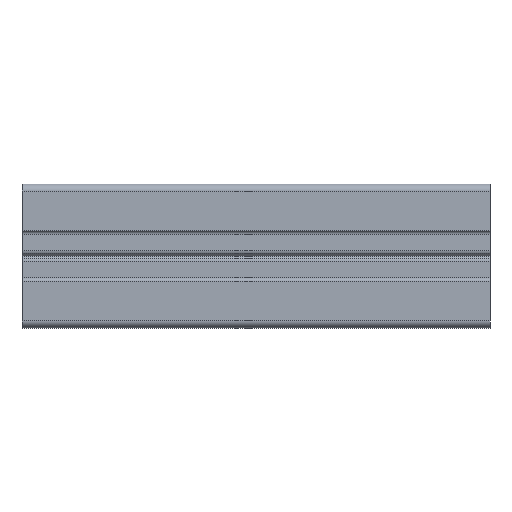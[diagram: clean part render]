
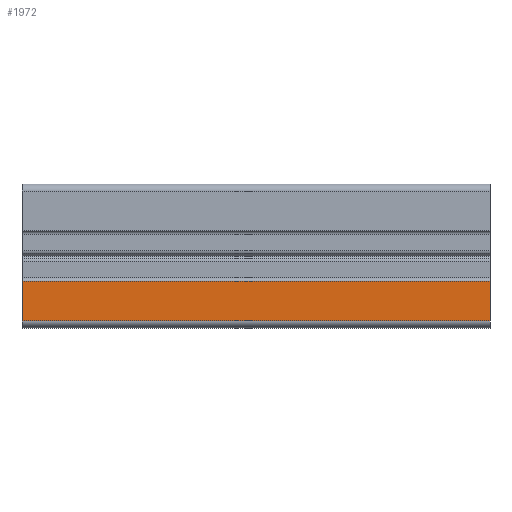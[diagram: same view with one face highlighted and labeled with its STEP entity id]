
A CAD part, left-side view. The second image highlights one B-rep face of the part: STEP entity #1972.
In plain terms, the highlighted planar face has unit normal (-1, 0, 0).
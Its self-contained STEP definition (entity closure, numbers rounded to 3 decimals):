
#67 = EDGE_CURVE ( 'NONE', #2394, #2965, #3336, .T. ) ;
#149 = DIRECTION ( 'NONE',  ( 0., 0., 1. ) ) ;
#335 = LINE ( 'NONE', #576, #3378 ) ;
#360 = CARTESIAN_POINT ( 'NONE',  ( 0., 0., -19. ) ) ;
#380 = ORIENTED_EDGE ( 'NONE', *, *, #505, .F. ) ;
#463 = PLANE ( 'NONE',  #555 ) ;
#479 = CARTESIAN_POINT ( 'NONE',  ( 0., 0., 0. ) ) ;
#505 = EDGE_CURVE ( 'NONE', #1698, #2394, #664, .T. ) ;
#555 = AXIS2_PLACEMENT_3D ( 'NONE', #1738, #2372, #149 ) ;
#576 = CARTESIAN_POINT ( 'NONE',  ( 0., 65., -19. ) ) ;
#664 = LINE ( 'NONE', #1904, #2412 ) ;
#763 = FACE_OUTER_BOUND ( 'NONE', #804, .T. ) ;
#804 = EDGE_LOOP ( 'NONE', ( #1026, #1061, #3327, #380 ) ) ;
#929 = VECTOR ( 'NONE', #3433, 1000. ) ;
#1026 = ORIENTED_EDGE ( 'NONE', *, *, #2892, .T. ) ;
#1061 = ORIENTED_EDGE ( 'NONE', *, *, #4100, .T. ) ;
#1128 = CARTESIAN_POINT ( 'NONE',  ( 0., 0., -13.5 ) ) ;
#1193 = DIRECTION ( 'NONE',  ( 0., 0., -1. ) ) ;
#1227 = DIRECTION ( 'NONE',  ( 0., -1., 0. ) ) ;
#1542 = CARTESIAN_POINT ( 'NONE',  ( 0., 65., -19. ) ) ;
#1579 = VERTEX_POINT ( 'NONE', #1542 ) ;
#1598 = LINE ( 'NONE', #2826, #929 ) ;
#1698 = VERTEX_POINT ( 'NONE', #2922 ) ;
#1738 = CARTESIAN_POINT ( 'NONE',  ( 0., 65., 0. ) ) ;
#1904 = CARTESIAN_POINT ( 'NONE',  ( 0., 65., -13.5 ) ) ;
#1972 = ADVANCED_FACE ( 'NONE', ( #763 ), #463, .T. ) ;
#2372 = DIRECTION ( 'NONE',  ( -1., 0., 0. ) ) ;
#2394 = VERTEX_POINT ( 'NONE', #1128 ) ;
#2412 = VECTOR ( 'NONE', #3871, 1000. ) ;
#2826 = CARTESIAN_POINT ( 'NONE',  ( 0., 65., 0. ) ) ;
#2854 = VECTOR ( 'NONE', #1193, 1000. ) ;
#2892 = EDGE_CURVE ( 'NONE', #1698, #1579, #1598, .T. ) ;
#2922 = CARTESIAN_POINT ( 'NONE',  ( 0., 65., -13.5 ) ) ;
#2965 = VERTEX_POINT ( 'NONE', #360 ) ;
#3327 = ORIENTED_EDGE ( 'NONE', *, *, #67, .F. ) ;
#3336 = LINE ( 'NONE', #479, #2854 ) ;
#3378 = VECTOR ( 'NONE', #1227, 1000. ) ;
#3433 = DIRECTION ( 'NONE',  ( 0., 0., -1. ) ) ;
#3871 = DIRECTION ( 'NONE',  ( 0., -1., 0. ) ) ;
#4100 = EDGE_CURVE ( 'NONE', #1579, #2965, #335, .T. ) ;
